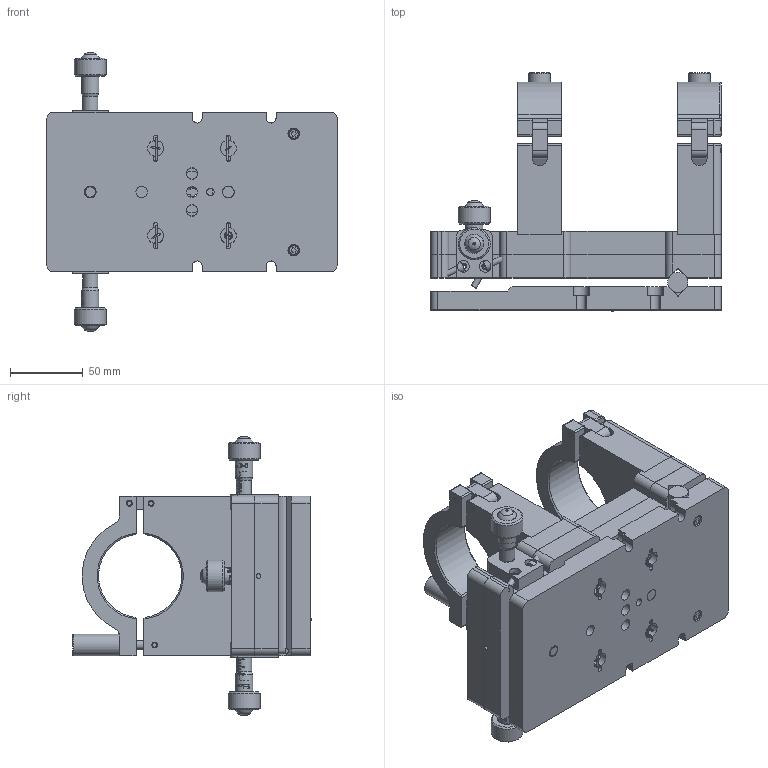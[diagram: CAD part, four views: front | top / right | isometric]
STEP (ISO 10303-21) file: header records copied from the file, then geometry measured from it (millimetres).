
FILE_DESCRIPTION (( 'STEP AP203' ), '1' );
FILE_NAME ('04VCM-057-2.STEP', '2023-11-13T03:26:27', ( '' ), ( '' ), 'SwSTEP 2.0', 'SolidWorks 2022', '' );
FILE_SCHEMA (( 'CONFIG_CONTROL_DESIGN' ));
Length unit declared in the file: millimetre
Products named in the file (1): 04VCM-057-2
Bounding box: 200 x 164.25 x 191.99 mm (x, y, z)
Surface area: 249866.2 mm2 (no closed solid volume)
Topology: 0 solids, 100 shells, 589 faces, 3051 edges, 2537 vertices
Faces by surface type: plane 296, cylinder 227, cone 43, torus 14, bspline 9
Full cylindrical faces by diameter (mm): 0.55 x1, 3.3 x6, 4 x20, 5 x2, 5.105 x1, 6 x2, 6.5 x8, 7 x2, 7.937 x4, 8 x11, 8.5 x3, 10.5 x3, 11 x4, 12 x3, 13 x5, 13.3 x3, 13.7 x1, 15 x2, 20 x1, 22 x3, 36 x1
Entity records: 43567 total; most frequent: CARTESIAN_POINT 21253, DIRECTION 4151, ORIENTED_EDGE 3944, EDGE_CURVE 2862, VERTEX_POINT 2489, AXIS2_PLACEMENT_3D 1451, VECTOR 1249, LINE 1249
